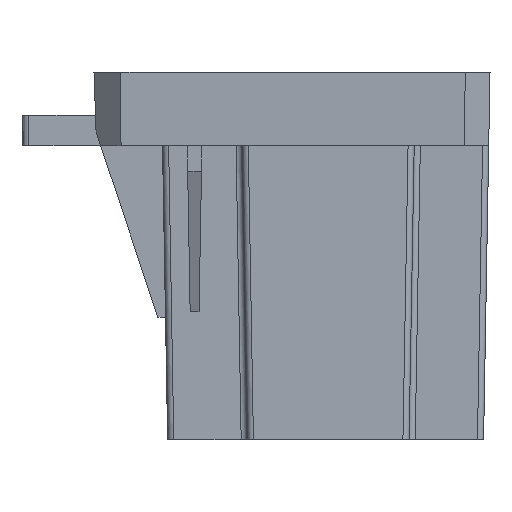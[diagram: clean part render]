
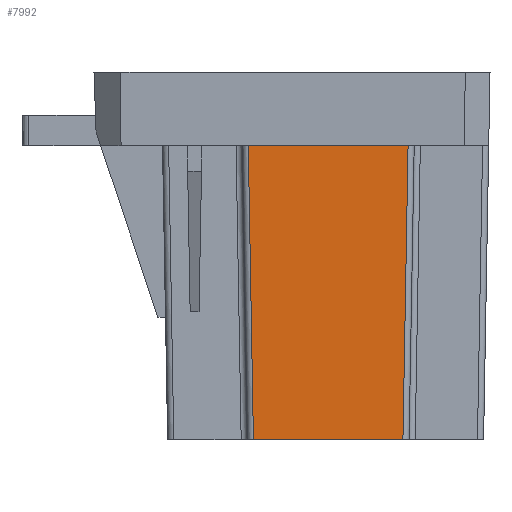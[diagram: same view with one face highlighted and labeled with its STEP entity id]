
A CAD part, left-side view. The second image highlights one B-rep face of the part: STEP entity #7992.
In plain terms, the highlighted planar face has unit normal (-1, 0, -0.018).
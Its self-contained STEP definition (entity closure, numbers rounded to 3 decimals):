
#19 = ORIENTED_EDGE ( 'NONE', *, *, #6017, .T. ) ;
#415 = VECTOR ( 'NONE', #9976, 1000. ) ;
#600 = VERTEX_POINT ( 'NONE', #8722 ) ;
#668 = CARTESIAN_POINT ( 'NONE',  ( -15.1, 7., -15. ) ) ;
#737 = ORIENTED_EDGE ( 'NONE', *, *, #2005, .F. ) ;
#1558 = FACE_OUTER_BOUND ( 'NONE', #9418, .T. ) ;
#1658 = ORIENTED_EDGE ( 'NONE', *, *, #2545, .F. ) ;
#1698 = LINE ( 'NONE', #9076, #2174 ) ;
#1774 = DIRECTION ( 'NONE',  ( -0.017, -0.017, 1. ) ) ;
#1861 = DIRECTION ( 'NONE',  ( 0., -1., 0. ) ) ;
#1978 = VERTEX_POINT ( 'NONE', #7310 ) ;
#2005 = EDGE_CURVE ( 'NONE', #600, #9115, #2854, .T. ) ;
#2174 = VECTOR ( 'NONE', #7042, 1000. ) ;
#2545 = EDGE_CURVE ( 'NONE', #11065, #1978, #1698, .T. ) ;
#2771 = LINE ( 'NONE', #9859, #9771 ) ;
#2854 = LINE ( 'NONE', #9938, #6850 ) ;
#4123 = DIRECTION ( 'NONE',  ( -0.017, 0., 1. ) ) ;
#4539 = AXIS2_PLACEMENT_3D ( 'NONE', #8581, #5940, #4123 ) ;
#5474 = EDGE_CURVE ( 'NONE', #600, #1978, #7998, .T. ) ;
#5715 = ORIENTED_EDGE ( 'NONE', *, *, #5474, .T. ) ;
#5940 = DIRECTION ( 'NONE',  ( -1., 0., -0.017 ) ) ;
#6017 = EDGE_CURVE ( 'NONE', #11065, #9115, #2771, .T. ) ;
#6850 = VECTOR ( 'NONE', #1861, 1000. ) ;
#7042 = DIRECTION ( 'NONE',  ( 0., 1., 0. ) ) ;
#7310 = CARTESIAN_POINT ( 'NONE',  ( -15.1, 19.2, -15. ) ) ;
#7992 = ADVANCED_FACE ( 'NONE', ( #1558 ), #10510, .T. ) ;
#7998 = LINE ( 'NONE', #10915, #415 ) ;
#8581 = CARTESIAN_POINT ( 'NONE',  ( -15.1, 6.5, -15. ) ) ;
#8722 = CARTESIAN_POINT ( 'NONE',  ( -15.519, 19.619, 9. ) ) ;
#9076 = CARTESIAN_POINT ( 'NONE',  ( -15.1, 6.5, -15. ) ) ;
#9115 = VERTEX_POINT ( 'NONE', #10329 ) ;
#9418 = EDGE_LOOP ( 'NONE', ( #19, #737, #5715, #1658 ) ) ;
#9771 = VECTOR ( 'NONE', #1774, 1000. ) ;
#9859 = CARTESIAN_POINT ( 'NONE',  ( -15.1, 7., -14.991 ) ) ;
#9938 = CARTESIAN_POINT ( 'NONE',  ( -15.519, 6.5, 9. ) ) ;
#9976 = DIRECTION ( 'NONE',  ( 0.017, -0.017, -1. ) ) ;
#10329 = CARTESIAN_POINT ( 'NONE',  ( -15.519, 6.581, 9. ) ) ;
#10510 = PLANE ( 'NONE',  #4539 ) ;
#10915 = CARTESIAN_POINT ( 'NONE',  ( -15.096, 19.196, -15.222 ) ) ;
#11065 = VERTEX_POINT ( 'NONE', #668 ) ;
